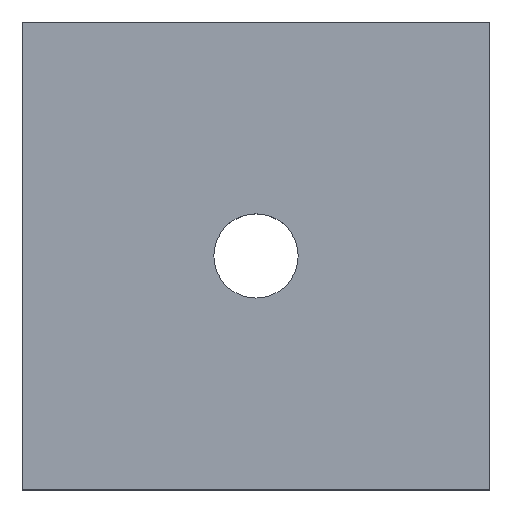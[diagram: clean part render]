
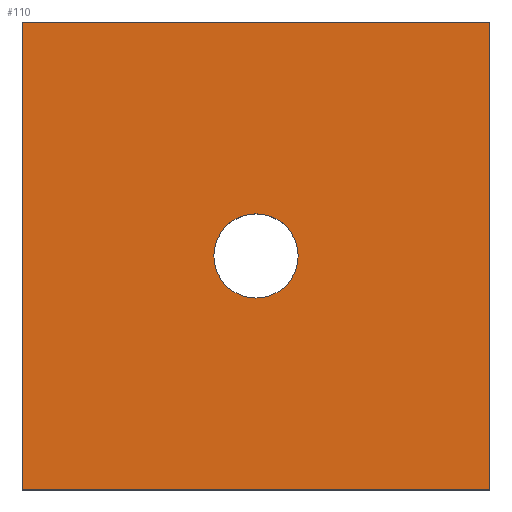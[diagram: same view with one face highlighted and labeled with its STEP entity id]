
A CAD part, top view. The second image highlights one B-rep face of the part: STEP entity #110.
In plain terms, the highlighted planar face has unit normal (0, 0, 1).
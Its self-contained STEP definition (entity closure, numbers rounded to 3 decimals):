
#1 = LINE ( 'NONE', #158, #121 ) ;
#10 = FACE_BOUND ( 'NONE', #199, .T. ) ;
#11 = CARTESIAN_POINT ( 'NONE',  ( -25., -25., 6.73 ) ) ;
#12 = EDGE_CURVE ( 'NONE', #283, #118, #276, .T. ) ;
#14 = CARTESIAN_POINT ( 'NONE',  ( 0., 0., 6.73 ) ) ;
#27 = VERTEX_POINT ( 'NONE', #218 ) ;
#36 = VECTOR ( 'NONE', #109, 1000. ) ;
#40 = ORIENTED_EDGE ( 'NONE', *, *, #239, .F. ) ;
#43 = DIRECTION ( 'NONE',  ( -1., 0., 0. ) ) ;
#47 = DIRECTION ( 'NONE',  ( 0., 0., 1. ) ) ;
#55 = ORIENTED_EDGE ( 'NONE', *, *, #205, .T. ) ;
#56 = VECTOR ( 'NONE', #263, 1000. ) ;
#59 = CARTESIAN_POINT ( 'NONE',  ( 25., -25., 6.73 ) ) ;
#66 = DIRECTION ( 'NONE',  ( 1., 0., 0. ) ) ;
#68 = VERTEX_POINT ( 'NONE', #166 ) ;
#73 = LINE ( 'NONE', #115, #262 ) ;
#74 = CARTESIAN_POINT ( 'NONE',  ( -25., -25., 6.73 ) ) ;
#80 = EDGE_LOOP ( 'NONE', ( #304, #55, #172, #112 ) ) ;
#81 = PLANE ( 'NONE',  #103 ) ;
#83 = DIRECTION ( 'NONE',  ( 0., 0., 1. ) ) ;
#90 = EDGE_CURVE ( 'NONE', #209, #27, #73, .T. ) ;
#100 = DIRECTION ( 'NONE',  ( -1., 0., 0. ) ) ;
#103 = AXIS2_PLACEMENT_3D ( 'NONE', #196, #271, #100 ) ;
#109 = DIRECTION ( 'NONE',  ( 1., 0., 0. ) ) ;
#110 = ADVANCED_FACE ( 'NONE', ( #198, #10 ), #81, .F. ) ;
#112 = ORIENTED_EDGE ( 'NONE', *, *, #212, .T. ) ;
#115 = CARTESIAN_POINT ( 'NONE',  ( 25., -25., 6.73 ) ) ;
#118 = VERTEX_POINT ( 'NONE', #164 ) ;
#120 = AXIS2_PLACEMENT_3D ( 'NONE', #135, #47, #66 ) ;
#121 = VECTOR ( 'NONE', #43, 1000. ) ;
#125 = ORIENTED_EDGE ( 'NONE', *, *, #223, .F. ) ;
#135 = CARTESIAN_POINT ( 'NONE',  ( 0., 0., 6.73 ) ) ;
#158 = CARTESIAN_POINT ( 'NONE',  ( -25., 25., 6.73 ) ) ;
#163 = CIRCLE ( 'NONE', #120, 4.5 ) ;
#164 = CARTESIAN_POINT ( 'NONE',  ( -25., -25., 6.73 ) ) ;
#166 = CARTESIAN_POINT ( 'NONE',  ( -4.5, 0., 6.73 ) ) ;
#169 = AXIS2_PLACEMENT_3D ( 'NONE', #14, #83, #306 ) ;
#171 = LINE ( 'NONE', #11, #36 ) ;
#172 = ORIENTED_EDGE ( 'NONE', *, *, #12, .T. ) ;
#189 = DIRECTION ( 'NONE',  ( 0., 1., 0. ) ) ;
#196 = CARTESIAN_POINT ( 'NONE',  ( 25., 25., 6.73 ) ) ;
#198 = FACE_OUTER_BOUND ( 'NONE', #80, .T. ) ;
#199 = EDGE_LOOP ( 'NONE', ( #125, #40 ) ) ;
#205 = EDGE_CURVE ( 'NONE', #27, #283, #1, .T. ) ;
#206 = CARTESIAN_POINT ( 'NONE',  ( 4.5, 0., 6.73 ) ) ;
#209 = VERTEX_POINT ( 'NONE', #59 ) ;
#212 = EDGE_CURVE ( 'NONE', #118, #209, #171, .T. ) ;
#218 = CARTESIAN_POINT ( 'NONE',  ( 25., 25., 6.73 ) ) ;
#223 = EDGE_CURVE ( 'NONE', #68, #264, #163, .T. ) ;
#228 = CARTESIAN_POINT ( 'NONE',  ( -25., 25., 6.73 ) ) ;
#239 = EDGE_CURVE ( 'NONE', #264, #68, #257, .T. ) ;
#257 = CIRCLE ( 'NONE', #169, 4.5 ) ;
#262 = VECTOR ( 'NONE', #189, 1000. ) ;
#263 = DIRECTION ( 'NONE',  ( 0., -1., 0. ) ) ;
#264 = VERTEX_POINT ( 'NONE', #206 ) ;
#271 = DIRECTION ( 'NONE',  ( 0., 0., -1. ) ) ;
#276 = LINE ( 'NONE', #74, #56 ) ;
#283 = VERTEX_POINT ( 'NONE', #228 ) ;
#304 = ORIENTED_EDGE ( 'NONE', *, *, #90, .T. ) ;
#306 = DIRECTION ( 'NONE',  ( 1., 0., 0. ) ) ;
